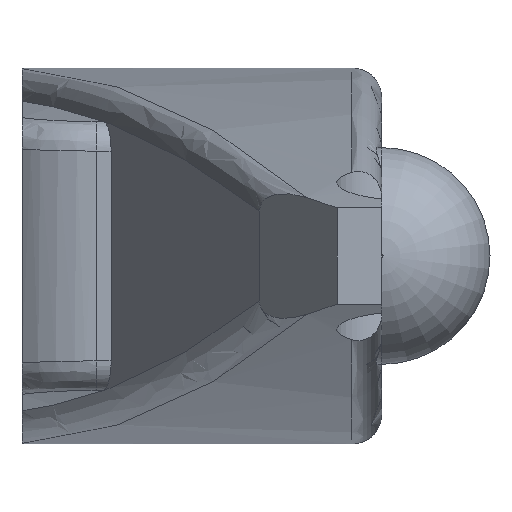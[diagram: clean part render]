
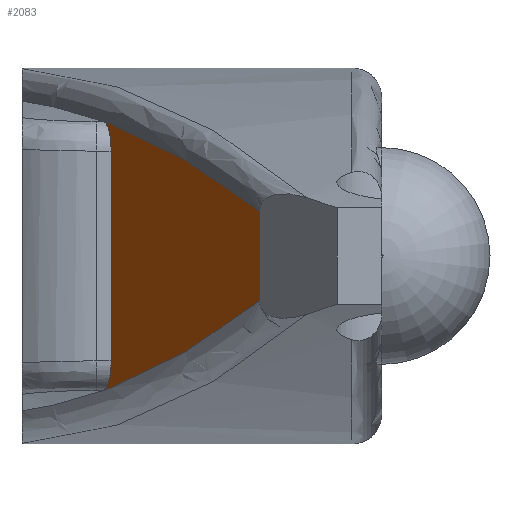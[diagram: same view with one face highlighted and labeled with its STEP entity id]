
A CAD part, left-side view. The second image highlights one B-rep face of the part: STEP entity #2083.
In plain terms, the highlighted planar face has unit normal (-0.27, 0.963, 0).
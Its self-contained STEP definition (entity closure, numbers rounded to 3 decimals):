
#44 = CARTESIAN_POINT ( 'NONE',  ( -21.685, 9.196, 9.369 ) ) ;
#76 = CARTESIAN_POINT ( 'NONE',  ( -21.09, 9.363, 18.366 ) ) ;
#81 = VECTOR ( 'NONE', #1486, 1000. ) ;
#101 = PLANE ( 'NONE',  #987 ) ;
#175 =( BOUNDED_CURVE ( )  B_SPLINE_CURVE ( 3, ( #1447, #1997, #1023, #294 ),
 .UNSPECIFIED., .F., .F. ) 
 B_SPLINE_CURVE_WITH_KNOTS ( ( 4, 4 ),
 ( 4.819, 4.932 ),
 .UNSPECIFIED. ) 
 CURVE ( )  GEOMETRIC_REPRESENTATION_ITEM ( )  RATIONAL_B_SPLINE_CURVE ( ( 1., 0.999, 0.999, 1. ) ) 
 REPRESENTATION_ITEM ( '' )  );
#187 =( BOUNDED_CURVE ( )  B_SPLINE_CURVE ( 3, ( #76, #2017, #1021, #456 ),
 .UNSPECIFIED., .F., .F. ) 
 B_SPLINE_CURVE_WITH_KNOTS ( ( 4, 4 ),
 ( 1.671, 3.142 ),
 .UNSPECIFIED. ) 
 CURVE ( )  GEOMETRIC_REPRESENTATION_ITEM ( )  RATIONAL_B_SPLINE_CURVE ( ( 1., 0.828, 0.828, 1. ) ) 
 REPRESENTATION_ITEM ( '' )  );
#191 = CARTESIAN_POINT ( 'NONE',  ( -21.99, 9.11, 10.303 ) ) ;
#294 = CARTESIAN_POINT ( 'NONE',  ( -39.793, 4.11, 12.327 ) ) ;
#373 = CARTESIAN_POINT ( 'NONE',  ( -39.793, 4.11, 15.347 ) ) ;
#414 = VERTEX_POINT ( 'NONE', #808 ) ;
#449 = CARTESIAN_POINT ( 'NONE',  ( -21.09, 9.363, 18.366 ) ) ;
#456 = CARTESIAN_POINT ( 'NONE',  ( -21.99, 9.11, 17.371 ) ) ;
#498 = EDGE_CURVE ( 'NONE', #1812, #853, #2142, .T. ) ;
#524 = ORIENTED_EDGE ( 'NONE', *, *, #2383, .T. ) ;
#559 = CARTESIAN_POINT ( 'NONE',  ( -27.977, 7.429, 17.635 ) ) ;
#579 = CARTESIAN_POINT ( 'NONE',  ( -21.385, 9.28, 18.336 ) ) ;
#608 = CARTESIAN_POINT ( 'NONE',  ( -21.99, 9.11, 9.401 ) ) ;
#614 = EDGE_CURVE ( 'NONE', #1523, #853, #1414, .T. ) ;
#673 = VERTEX_POINT ( 'NONE', #191 ) ;
#681 = CARTESIAN_POINT ( 'NONE',  ( -21.09, 9.363, 18.366 ) ) ;
#690 = EDGE_CURVE ( 'NONE', #414, #673, #1325, .T. ) ;
#755 = CARTESIAN_POINT ( 'NONE',  ( -39.793, 4.11, 15.347 ) ) ;
#808 = CARTESIAN_POINT ( 'NONE',  ( -21.99, 9.11, 17.371 ) ) ;
#853 = VERTEX_POINT ( 'NONE', #1971 ) ;
#896 = EDGE_CURVE ( 'NONE', #1812, #414, #187, .T. ) ;
#920 = ORIENTED_EDGE ( 'NONE', *, *, #1804, .T. ) ;
#987 = AXIS2_PLACEMENT_3D ( 'NONE', #2008, #2174, #1046 ) ;
#1014 = CARTESIAN_POINT ( 'NONE',  ( -21.385, 9.28, 9.338 ) ) ;
#1021 = CARTESIAN_POINT ( 'NONE',  ( -21.99, 9.11, 17.911 ) ) ;
#1023 = CARTESIAN_POINT ( 'NONE',  ( -33.918, 5.76, 11.015 ) ) ;
#1046 = DIRECTION ( 'NONE',  ( -0.963, -0.27, 0. ) ) ;
#1089 = VERTEX_POINT ( 'NONE', #1243 ) ;
#1092 = CARTESIAN_POINT ( 'NONE',  ( -21.99, 9.11, 9.763 ) ) ;
#1123 = CARTESIAN_POINT ( 'NONE',  ( -39.793, 4.11, 12.327 ) ) ;
#1203 = CARTESIAN_POINT ( 'NONE',  ( -21.99, 9.11, 18.272 ) ) ;
#1243 = CARTESIAN_POINT ( 'NONE',  ( -21.09, 9.363, 9.308 ) ) ;
#1252 = EDGE_CURVE ( 'NONE', #1666, #1089, #1805, .T. ) ;
#1300 = CARTESIAN_POINT ( 'NONE',  ( -21.09, 9.363, 9.308 ) ) ;
#1310 = ORIENTED_EDGE ( 'NONE', *, *, #896, .T. ) ;
#1325 = LINE ( 'NONE', #1879, #81 ) ;
#1362 = CARTESIAN_POINT ( 'NONE',  ( -21.99, 9.11, 9.401 ) ) ;
#1363 = FACE_OUTER_BOUND ( 'NONE', #1506, .T. ) ;
#1414 =( BOUNDED_CURVE ( )  B_SPLINE_CURVE ( 3, ( #755, #2227, #559, #1497 ),
 .UNSPECIFIED., .F., .T. ) 
 B_SPLINE_CURVE_WITH_KNOTS ( ( 4, 4 ),
 ( 1.351, 1.465 ),
 .UNSPECIFIED. ) 
 CURVE ( )  GEOMETRIC_REPRESENTATION_ITEM ( )  RATIONAL_B_SPLINE_CURVE ( ( 1., 0.999, 0.999, 1. ) ) 
 REPRESENTATION_ITEM ( '' )  );
#1447 = CARTESIAN_POINT ( 'NONE',  ( -21.99, 9.11, 9.401 ) ) ;
#1455 = ORIENTED_EDGE ( 'NONE', *, *, #1526, .T. ) ;
#1486 = DIRECTION ( 'NONE',  ( 0., 0., -1. ) ) ;
#1497 = CARTESIAN_POINT ( 'NONE',  ( -21.99, 9.11, 18.272 ) ) ;
#1506 = EDGE_LOOP ( 'NONE', ( #1521, #1608, #1310, #1695, #1455, #1651, #920, #524 ) ) ;
#1521 = ORIENTED_EDGE ( 'NONE', *, *, #614, .T. ) ;
#1523 = VERTEX_POINT ( 'NONE', #373 ) ;
#1526 = EDGE_CURVE ( 'NONE', #673, #1089, #2379, .T. ) ;
#1533 = CARTESIAN_POINT ( 'NONE',  ( -39.793, 4.11, 7.507 ) ) ;
#1608 = ORIENTED_EDGE ( 'NONE', *, *, #498, .F. ) ;
#1651 = ORIENTED_EDGE ( 'NONE', *, *, #1252, .F. ) ;
#1666 = VERTEX_POINT ( 'NONE', #608 ) ;
#1695 = ORIENTED_EDGE ( 'NONE', *, *, #690, .T. ) ;
#1804 = EDGE_CURVE ( 'NONE', #1666, #2029, #175, .T. ) ;
#1805 = B_SPLINE_CURVE_WITH_KNOTS ( 'NONE', 3,
 ( #1362, #44, #1014, #2154 ),
 .UNSPECIFIED., .F., .F.,
 ( 4, 4 ),
 ( 0., 0.111 ),
 .UNSPECIFIED. ) ;
#1812 = VERTEX_POINT ( 'NONE', #681 ) ;
#1879 = CARTESIAN_POINT ( 'NONE',  ( -21.99, 9.11, 0. ) ) ;
#1880 = CARTESIAN_POINT ( 'NONE',  ( -21.628, 9.212, 9.362 ) ) ;
#1971 = CARTESIAN_POINT ( 'NONE',  ( -21.99, 9.11, 18.272 ) ) ;
#1991 = VECTOR ( 'NONE', #2131, 1000. ) ;
#1997 = CARTESIAN_POINT ( 'NONE',  ( -27.977, 7.429, 10.039 ) ) ;
#2008 = CARTESIAN_POINT ( 'NONE',  ( -3.98, 14.169, 7.507 ) ) ;
#2017 = CARTESIAN_POINT ( 'NONE',  ( -21.628, 9.212, 18.312 ) ) ;
#2029 = VERTEX_POINT ( 'NONE', #1123 ) ;
#2040 = CARTESIAN_POINT ( 'NONE',  ( -21.99, 9.11, 10.303 ) ) ;
#2083 = ADVANCED_FACE ( 'NONE', ( #1363 ), #101, .T. ) ;
#2096 = CARTESIAN_POINT ( 'NONE',  ( -21.685, 9.196, 18.305 ) ) ;
#2131 = DIRECTION ( 'NONE',  ( 0., 0., 1. ) ) ;
#2142 = B_SPLINE_CURVE_WITH_KNOTS ( 'NONE', 3,
 ( #449, #579, #2096, #1203 ),
 .UNSPECIFIED., .F., .F.,
 ( 4, 4 ),
 ( 0.889, 1. ),
 .UNSPECIFIED. ) ;
#2154 = CARTESIAN_POINT ( 'NONE',  ( -21.09, 9.363, 9.308 ) ) ;
#2174 = DIRECTION ( 'NONE',  ( -0.27, 0.963, 0. ) ) ;
#2227 = CARTESIAN_POINT ( 'NONE',  ( -33.918, 5.76, 16.658 ) ) ;
#2336 = LINE ( 'NONE', #1533, #1991 ) ;
#2379 =( BOUNDED_CURVE ( )  B_SPLINE_CURVE ( 3, ( #2040, #1092, #1880, #1300 ),
 .UNSPECIFIED., .F., .T. ) 
 B_SPLINE_CURVE_WITH_KNOTS ( ( 4, 4 ),
 ( 3.142, 4.612 ),
 .UNSPECIFIED. ) 
 CURVE ( )  GEOMETRIC_REPRESENTATION_ITEM ( )  RATIONAL_B_SPLINE_CURVE ( ( 1., 0.828, 0.828, 1. ) ) 
 REPRESENTATION_ITEM ( '' )  );
#2383 = EDGE_CURVE ( 'NONE', #2029, #1523, #2336, .T. ) ;
